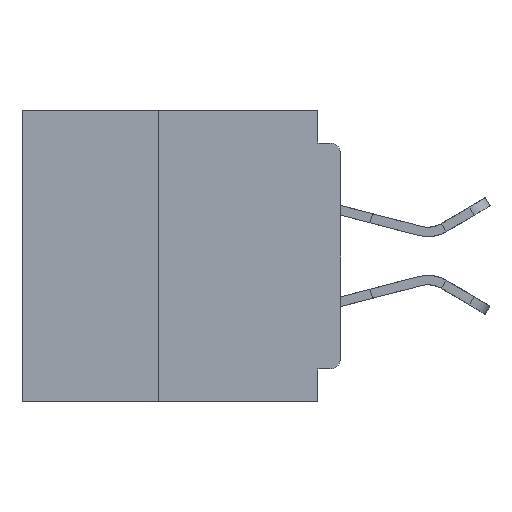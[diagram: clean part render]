
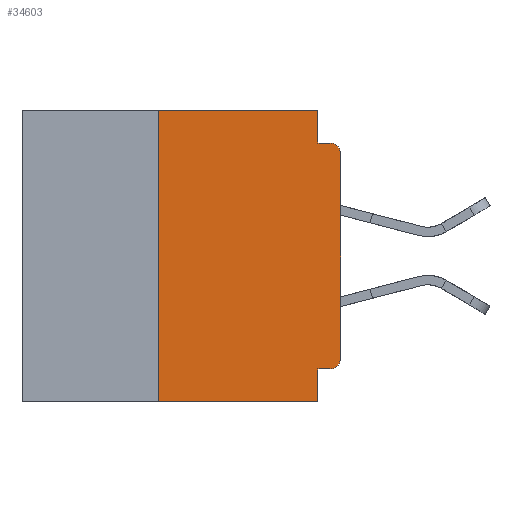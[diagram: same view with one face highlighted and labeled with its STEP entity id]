
A CAD part, left-side view. The second image highlights one B-rep face of the part: STEP entity #34603.
In plain terms, the highlighted planar face has unit normal (-1, 0, 0).
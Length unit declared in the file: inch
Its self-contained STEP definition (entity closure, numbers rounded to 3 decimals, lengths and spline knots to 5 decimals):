
#239 = DIRECTION ( 'NONE',  ( 0., 0., 1. ) ) ;
#1962 = CARTESIAN_POINT ( 'NONE',  ( 0., 0., 0. ) ) ;
#2099 = CARTESIAN_POINT ( 'NONE',  ( 0., 0.031, -0.4 ) ) ;
#2110 = EDGE_CURVE ( 'NONE', #23113, #43452, #7705, .T. ) ;
#2189 = VECTOR ( 'NONE', #25311, 39.37008 ) ;
#2591 = ORIENTED_EDGE ( 'NONE', *, *, #16080, .T. ) ;
#2791 = ORIENTED_EDGE ( 'NONE', *, *, #35866, .T. ) ;
#3231 = DIRECTION ( 'NONE',  ( 0., 0., -1. ) ) ;
#4221 = LINE ( 'NONE', #11071, #14222 ) ;
#5635 = DIRECTION ( 'NONE',  ( 1., 0., 0. ) ) ;
#7705 = CIRCLE ( 'NONE', #28955, 0.015 ) ;
#7715 = ORIENTED_EDGE ( 'NONE', *, *, #24952, .T. ) ;
#7740 = VECTOR ( 'NONE', #14986, 39.37008 ) ;
#8785 = DIRECTION ( 'NONE',  ( -1., 0., 0. ) ) ;
#8916 = LINE ( 'NONE', #11176, #7740 ) ;
#9332 = CARTESIAN_POINT ( 'NONE',  ( 0., 0.015, -0.34 ) ) ;
#9461 = AXIS2_PLACEMENT_3D ( 'NONE', #39755, #17653, #43413 ) ;
#9609 = DIRECTION ( 'NONE',  ( 0., -1., 0. ) ) ;
#9964 = CARTESIAN_POINT ( 'NONE',  ( 0., 0.031, 0. ) ) ;
#10078 = VERTEX_POINT ( 'NONE', #12648 ) ;
#10201 = CARTESIAN_POINT ( 'NONE',  ( 0., 0.015, -0.355 ) ) ;
#10490 = VECTOR ( 'NONE', #19726, 39.37008 ) ;
#11071 = CARTESIAN_POINT ( 'NONE',  ( 0., 0.437, -0.4 ) ) ;
#11176 = CARTESIAN_POINT ( 'NONE',  ( 0., 0.031, -0.4 ) ) ;
#12373 = VECTOR ( 'NONE', #20827, 39.37008 ) ;
#12648 = CARTESIAN_POINT ( 'NONE',  ( 0., 0., -0.06 ) ) ;
#12741 = VERTEX_POINT ( 'NONE', #2099 ) ;
#13369 = VERTEX_POINT ( 'NONE', #24597 ) ;
#14222 = VECTOR ( 'NONE', #29598, 39.37008 ) ;
#14750 = ORIENTED_EDGE ( 'NONE', *, *, #28914, .F. ) ;
#14986 = DIRECTION ( 'NONE',  ( 0., 0., -1. ) ) ;
#15083 = ORIENTED_EDGE ( 'NONE', *, *, #2110, .T. ) ;
#16080 = EDGE_CURVE ( 'NONE', #25240, #12741, #4221, .T. ) ;
#16246 = CARTESIAN_POINT ( 'NONE',  ( 0., 0.031, -0.355 ) ) ;
#16776 = PLANE ( 'NONE',  #46282 ) ;
#17365 = LINE ( 'NONE', #28162, #18515 ) ;
#17653 = DIRECTION ( 'NONE',  ( -1., 0., 0. ) ) ;
#18515 = VECTOR ( 'NONE', #9609, 39.37008 ) ;
#19726 = DIRECTION ( 'NONE',  ( 0., 0., -1. ) ) ;
#20827 = DIRECTION ( 'NONE',  ( 0., 0., 1. ) ) ;
#21719 = ORIENTED_EDGE ( 'NONE', *, *, #41525, .F. ) ;
#22277 = LINE ( 'NONE', #1962, #12373 ) ;
#23113 = VERTEX_POINT ( 'NONE', #10201 ) ;
#23344 = FACE_OUTER_BOUND ( 'NONE', #24149, .T. ) ;
#24149 = EDGE_LOOP ( 'NONE', ( #7715, #2791, #47345, #30846, #31529, #39998, #2591, #21719, #14750, #15083 ) ) ;
#24597 = CARTESIAN_POINT ( 'NONE',  ( 0., 0.015, -0.045 ) ) ;
#24759 = LINE ( 'NONE', #28110, #43162 ) ;
#24952 = EDGE_CURVE ( 'NONE', #43452, #10078, #22277, .T. ) ;
#25240 = VERTEX_POINT ( 'NONE', #29797 ) ;
#25299 = EDGE_CURVE ( 'NONE', #25240, #27115, #35507, .T. ) ;
#25311 = DIRECTION ( 'NONE',  ( 0., 1., 0. ) ) ;
#25330 = VERTEX_POINT ( 'NONE', #44914 ) ;
#27115 = VERTEX_POINT ( 'NONE', #39808 ) ;
#27672 = EDGE_CURVE ( 'NONE', #25330, #13369, #17365, .T. ) ;
#27935 = CARTESIAN_POINT ( 'NONE',  ( 0., 0.437, 0. ) ) ;
#28110 = CARTESIAN_POINT ( 'NONE',  ( 0., 0.437, 0. ) ) ;
#28162 = CARTESIAN_POINT ( 'NONE',  ( 0., 0., -0.045 ) ) ;
#28914 = EDGE_CURVE ( 'NONE', #23113, #33215, #30756, .T. ) ;
#28955 = AXIS2_PLACEMENT_3D ( 'NONE', #9332, #8785, #3231 ) ;
#29598 = DIRECTION ( 'NONE',  ( 0., -1., 0. ) ) ;
#29797 = CARTESIAN_POINT ( 'NONE',  ( 0., 0.25, -0.4 ) ) ;
#30756 = LINE ( 'NONE', #47305, #2189 ) ;
#30825 = CARTESIAN_POINT ( 'NONE',  ( 0., 0., -0.34 ) ) ;
#30846 = ORIENTED_EDGE ( 'NONE', *, *, #34470, .F. ) ;
#31298 = EDGE_CURVE ( 'NONE', #27115, #38558, #24759, .T. ) ;
#31529 = ORIENTED_EDGE ( 'NONE', *, *, #31298, .F. ) ;
#31622 = DIRECTION ( 'NONE',  ( 0., 0., -1. ) ) ;
#33215 = VERTEX_POINT ( 'NONE', #16246 ) ;
#34470 = EDGE_CURVE ( 'NONE', #38558, #25330, #38906, .T. ) ;
#34603 = ADVANCED_FACE ( 'NONE', ( #23344 ), #16776, .F. ) ;
#35362 = DIRECTION ( 'NONE',  ( 0., -1., 0. ) ) ;
#35507 = LINE ( 'NONE', #41089, #37793 ) ;
#35866 = EDGE_CURVE ( 'NONE', #10078, #13369, #45709, .T. ) ;
#37793 = VECTOR ( 'NONE', #239, 39.37008 ) ;
#38558 = VERTEX_POINT ( 'NONE', #9964 ) ;
#38906 = LINE ( 'NONE', #41783, #10490 ) ;
#39755 = CARTESIAN_POINT ( 'NONE',  ( 0., 0.015, -0.06 ) ) ;
#39808 = CARTESIAN_POINT ( 'NONE',  ( 0., 0.25, 0. ) ) ;
#39998 = ORIENTED_EDGE ( 'NONE', *, *, #25299, .F. ) ;
#41089 = CARTESIAN_POINT ( 'NONE',  ( 0., 0.25, -0.4 ) ) ;
#41525 = EDGE_CURVE ( 'NONE', #33215, #12741, #8916, .T. ) ;
#41783 = CARTESIAN_POINT ( 'NONE',  ( 0., 0.031, 0. ) ) ;
#43162 = VECTOR ( 'NONE', #35362, 39.37008 ) ;
#43413 = DIRECTION ( 'NONE',  ( 0., 0., -1. ) ) ;
#43452 = VERTEX_POINT ( 'NONE', #30825 ) ;
#44914 = CARTESIAN_POINT ( 'NONE',  ( 0., 0.031, -0.045 ) ) ;
#45709 = CIRCLE ( 'NONE', #9461, 0.015 ) ;
#46282 = AXIS2_PLACEMENT_3D ( 'NONE', #27935, #5635, #31622 ) ;
#47305 = CARTESIAN_POINT ( 'NONE',  ( 0., 0., -0.355 ) ) ;
#47345 = ORIENTED_EDGE ( 'NONE', *, *, #27672, .F. ) ;
